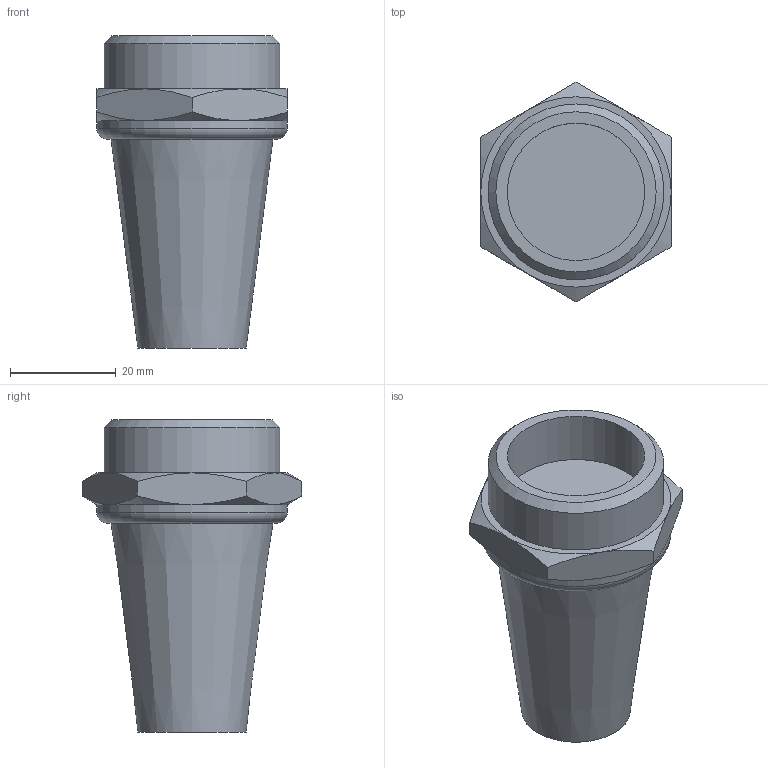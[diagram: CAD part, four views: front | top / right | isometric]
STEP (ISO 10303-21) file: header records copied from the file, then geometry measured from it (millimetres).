
FILE_DESCRIPTION(/* description */ ('STEP AP214'),/* implementation_level */ '2;1');
FILE_NAME(/* name */ '1205865_AMTE-M-LH-G1',/* time_stamp */ '2024-08-02T21:26:12+02:00',/* author */ ('License CC BY-ND 4.0'),/* organization */ ('CADENAS'),/* preprocessor_version */ 'ST-DEVELOPER v19.3',/* originating_system */ 'PARTsolutions',/* authorisation */ ' ');
FILE_SCHEMA (('AUTOMOTIVE_DESIGN {1 0 10303 214 3 1 1}'));
Length unit declared in the file: millimetre
Products named in the file (1): 1205865 AMTE-M-LH-G1
Bounding box: 36 x 41.57 x 59 mm (x, y, z)
Volume: 33891.4 mm3; surface area: 7744 mm2
Topology: 1 solids, 1 shells, 29 faces, 57 edges, 33 vertices
Faces by surface type: cone 14, plane 11, cylinder 3, torus 1
Full cylindrical faces by diameter (mm): 26 x1, 33.249 x1, 36 x1
Entity records: 764 total; most frequent: CARTESIAN_POINT 194, DIRECTION 108, ORIENTED_EDGE 102, EDGE_CURVE 51, AXIS2_PLACEMENT_3D 51, EDGE_LOOP 38, FACE_BOUND 38, VERTEX_POINT 33
